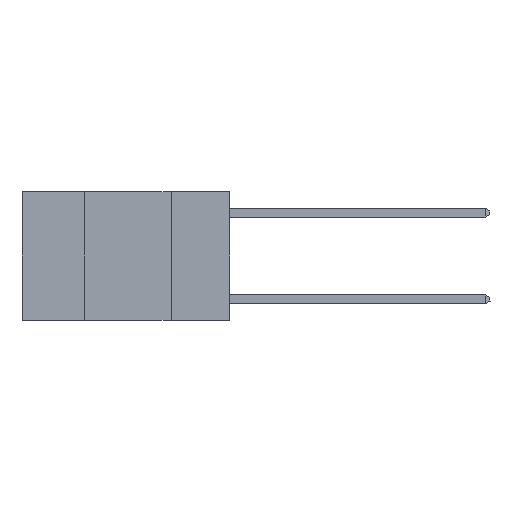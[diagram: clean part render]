
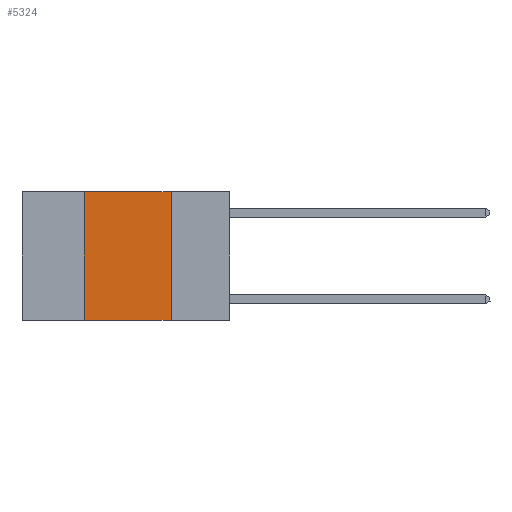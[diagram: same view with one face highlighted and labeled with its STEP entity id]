
A CAD part, left-side view. The second image highlights one B-rep face of the part: STEP entity #5324.
In plain terms, the highlighted planar face has unit normal (-1, 0, 0).
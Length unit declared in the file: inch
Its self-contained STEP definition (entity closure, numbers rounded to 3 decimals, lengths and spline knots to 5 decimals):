
#319 = VERTEX_POINT ( 'NONE', #7888 ) ;
#326 = DIRECTION ( 'NONE',  ( 0., -1., 0. ) ) ;
#1161 = EDGE_LOOP ( 'NONE', ( #7226, #9820, #7536, #10089 ) ) ;
#1175 = DIRECTION ( 'NONE',  ( 0., 0., -1. ) ) ;
#1577 = CARTESIAN_POINT ( 'NONE',  ( 0., 0.6, -0.37 ) ) ;
#2506 = VERTEX_POINT ( 'NONE', #10719 ) ;
#2909 = EDGE_CURVE ( 'NONE', #319, #2506, #4744, .T. ) ;
#2941 = VECTOR ( 'NONE', #10905, 39.37008 ) ;
#2955 = CARTESIAN_POINT ( 'NONE',  ( 0., 0.17, -0.37 ) ) ;
#2958 = VECTOR ( 'NONE', #1175, 39.37008 ) ;
#3009 = AXIS2_PLACEMENT_3D ( 'NONE', #5358, #9121, #3520 ) ;
#3518 = CARTESIAN_POINT ( 'NONE',  ( 0., 0.6, 0. ) ) ;
#3520 = DIRECTION ( 'NONE',  ( 0., 0., -1. ) ) ;
#3848 = CARTESIAN_POINT ( 'NONE',  ( 0., 0.42, -0.37 ) ) ;
#4744 = LINE ( 'NONE', #3518, #11710 ) ;
#4806 = LINE ( 'NONE', #1577, #9496 ) ;
#5324 = ADVANCED_FACE ( 'NONE', ( #6565 ), #6370, .F. ) ;
#5358 = CARTESIAN_POINT ( 'NONE',  ( 0., 0.6, 0. ) ) ;
#5415 = LINE ( 'NONE', #10012, #2941 ) ;
#6153 = EDGE_CURVE ( 'NONE', #2506, #9225, #10033, .T. ) ;
#6370 = PLANE ( 'NONE',  #3009 ) ;
#6565 = FACE_OUTER_BOUND ( 'NONE', #1161, .T. ) ;
#6839 = CARTESIAN_POINT ( 'NONE',  ( 0., 0.17, 0. ) ) ;
#6859 = VERTEX_POINT ( 'NONE', #3848 ) ;
#7226 = ORIENTED_EDGE ( 'NONE', *, *, #6153, .F. ) ;
#7288 = DIRECTION ( 'NONE',  ( 0., -1., 0. ) ) ;
#7536 = ORIENTED_EDGE ( 'NONE', *, *, #9881, .F. ) ;
#7888 = CARTESIAN_POINT ( 'NONE',  ( 0., 0.42, 0. ) ) ;
#8714 = EDGE_CURVE ( 'NONE', #6859, #9225, #4806, .T. ) ;
#9121 = DIRECTION ( 'NONE',  ( 1., 0., 0. ) ) ;
#9225 = VERTEX_POINT ( 'NONE', #2955 ) ;
#9496 = VECTOR ( 'NONE', #7288, 39.37008 ) ;
#9820 = ORIENTED_EDGE ( 'NONE', *, *, #2909, .F. ) ;
#9881 = EDGE_CURVE ( 'NONE', #6859, #319, #5415, .T. ) ;
#10012 = CARTESIAN_POINT ( 'NONE',  ( 0., 0.42, 0. ) ) ;
#10033 = LINE ( 'NONE', #6839, #2958 ) ;
#10089 = ORIENTED_EDGE ( 'NONE', *, *, #8714, .T. ) ;
#10719 = CARTESIAN_POINT ( 'NONE',  ( 0., 0.17, 0. ) ) ;
#10905 = DIRECTION ( 'NONE',  ( 0., 0., 1. ) ) ;
#11710 = VECTOR ( 'NONE', #326, 39.37008 ) ;
